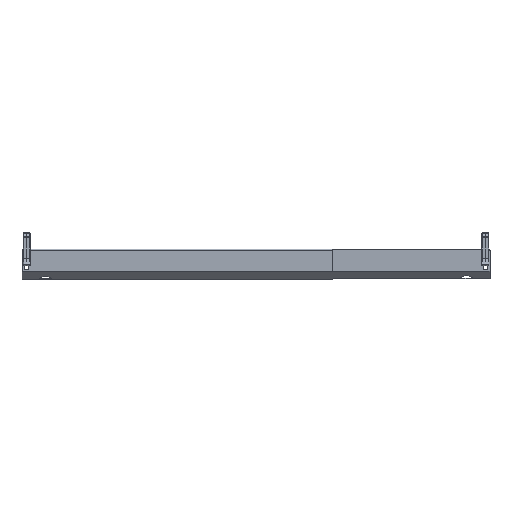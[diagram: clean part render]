
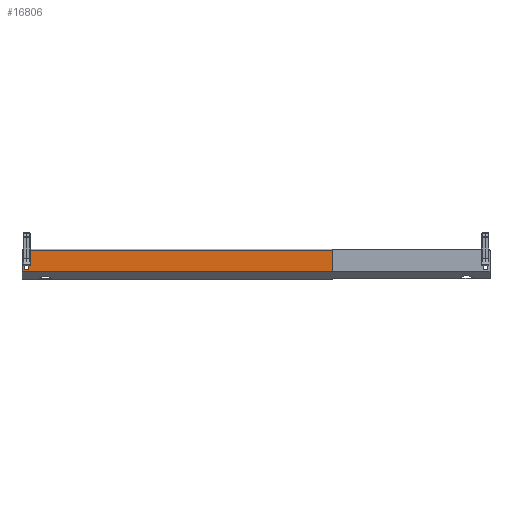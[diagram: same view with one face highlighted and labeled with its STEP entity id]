
A CAD part, top view. The second image highlights one B-rep face of the part: STEP entity #16806.
In plain terms, the highlighted planar face has unit normal (0, 0, 1).
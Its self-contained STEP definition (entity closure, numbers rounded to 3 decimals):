
#276 = EDGE_CURVE ( 'NONE', #13426, #26408, #10736, .T. ) ;
#522 = LINE ( 'NONE', #3026, #14169 ) ;
#616 = ORIENTED_EDGE ( 'NONE', *, *, #4142, .T. ) ;
#906 = ORIENTED_EDGE ( 'NONE', *, *, #5189, .T. ) ;
#1021 = VERTEX_POINT ( 'NONE', #12934 ) ;
#2119 = LINE ( 'NONE', #9468, #12133 ) ;
#2415 = ORIENTED_EDGE ( 'NONE', *, *, #28209, .T. ) ;
#2509 = EDGE_LOOP ( 'NONE', ( #25418, #2415, #616, #17685 ) ) ;
#2570 = CARTESIAN_POINT ( 'NONE',  ( -680., -97.932, 76.5 ) ) ;
#3026 = CARTESIAN_POINT ( 'NONE',  ( 230., -48.932, 76.5 ) ) ;
#3300 = DIRECTION ( 'NONE',  ( 0., -1., 0. ) ) ;
#3790 = ORIENTED_EDGE ( 'NONE', *, *, #24976, .T. ) ;
#3869 = VECTOR ( 'NONE', #28469, 1000. ) ;
#3895 = CARTESIAN_POINT ( 'NONE',  ( -692., -110.932, 76.5 ) ) ;
#3914 = AXIS2_PLACEMENT_3D ( 'NONE', #12295, #9635, #21993 ) ;
#4142 = EDGE_CURVE ( 'NONE', #11352, #30489, #7170, .T. ) ;
#4262 = DIRECTION ( 'NONE',  ( 1., 0., 0. ) ) ;
#4496 = FACE_BOUND ( 'NONE', #2509, .T. ) ;
#5189 = EDGE_CURVE ( 'NONE', #1021, #13987, #28054, .T. ) ;
#5191 = DIRECTION ( 'NONE',  ( -1., 0., 0. ) ) ;
#5945 = ORIENTED_EDGE ( 'NONE', *, *, #14125, .F. ) ;
#6562 = EDGE_LOOP ( 'NONE', ( #5945, #14584, #9081, #10507 ) ) ;
#6731 = DIRECTION ( 'NONE',  ( 0., -1., 0. ) ) ;
#7170 = LINE ( 'NONE', #19840, #11723 ) ;
#7775 = VECTOR ( 'NONE', #27940, 1000. ) ;
#7915 = CARTESIAN_POINT ( 'NONE',  ( -680., -110.932, 76.5 ) ) ;
#8428 = DIRECTION ( 'NONE',  ( 0., 1., 0. ) ) ;
#8673 = DIRECTION ( 'NONE',  ( 0., -1., 0. ) ) ;
#8826 = CARTESIAN_POINT ( 'NONE',  ( -692., -66.432, 76.5 ) ) ;
#8912 = CARTESIAN_POINT ( 'NONE',  ( -692., -110.932, 76.5 ) ) ;
#9081 = ORIENTED_EDGE ( 'NONE', *, *, #276, .F. ) ;
#9468 = CARTESIAN_POINT ( 'NONE',  ( -680., -48.932, 76.5 ) ) ;
#9618 = VECTOR ( 'NONE', #8428, 1000. ) ;
#9635 = DIRECTION ( 'NONE',  ( 0., 0., -1. ) ) ;
#9874 = EDGE_CURVE ( 'NONE', #19865, #10811, #27116, .T. ) ;
#10237 = CARTESIAN_POINT ( 'NONE',  ( -692., -97.932, 76.5 ) ) ;
#10389 = VECTOR ( 'NONE', #5191, 1000. ) ;
#10505 = ORIENTED_EDGE ( 'NONE', *, *, #19423, .F. ) ;
#10507 = ORIENTED_EDGE ( 'NONE', *, *, #30156, .F. ) ;
#10736 = LINE ( 'NONE', #10237, #3869 ) ;
#10811 = VERTEX_POINT ( 'NONE', #13326 ) ;
#11076 = CARTESIAN_POINT ( 'NONE',  ( 230., -115.687, 76.5 ) ) ;
#11352 = VERTEX_POINT ( 'NONE', #13636 ) ;
#11723 = VECTOR ( 'NONE', #32528, 1000. ) ;
#11809 = PLANE ( 'NONE',  #3914 ) ;
#12133 = VECTOR ( 'NONE', #12276, 1000. ) ;
#12276 = DIRECTION ( 'NONE',  ( 0., -1., 0. ) ) ;
#12295 = CARTESIAN_POINT ( 'NONE',  ( 230., -48.932, 76.5 ) ) ;
#12738 = EDGE_CURVE ( 'NONE', #1021, #15930, #522, .T. ) ;
#12934 = CARTESIAN_POINT ( 'NONE',  ( 230., -51.732, 76.5 ) ) ;
#13326 = CARTESIAN_POINT ( 'NONE',  ( -680., -66.432, 76.5 ) ) ;
#13349 = EDGE_CURVE ( 'NONE', #30489, #19865, #15535, .T. ) ;
#13426 = VERTEX_POINT ( 'NONE', #2570 ) ;
#13636 = CARTESIAN_POINT ( 'NONE',  ( -680., -79.432, 76.5 ) ) ;
#13987 = VERTEX_POINT ( 'NONE', #32937 ) ;
#14125 = EDGE_CURVE ( 'NONE', #25478, #27340, #26736, .T. ) ;
#14169 = VECTOR ( 'NONE', #8673, 1000. ) ;
#14584 = ORIENTED_EDGE ( 'NONE', *, *, #23989, .F. ) ;
#15378 = CARTESIAN_POINT ( 'NONE',  ( -692., -48.932, 76.5 ) ) ;
#15535 = LINE ( 'NONE', #15378, #7775 ) ;
#15780 = EDGE_LOOP ( 'NONE', ( #16874, #906, #3790, #10505 ) ) ;
#15810 = CARTESIAN_POINT ( 'NONE',  ( -700., -48.932, 76.5 ) ) ;
#15930 = VERTEX_POINT ( 'NONE', #11076 ) ;
#16081 = LINE ( 'NONE', #20922, #9618 ) ;
#16806 = ADVANCED_FACE ( 'NONE', ( #19987, #4496, #25149 ), #11809, .F. ) ;
#16874 = ORIENTED_EDGE ( 'NONE', *, *, #12738, .F. ) ;
#16908 = VECTOR ( 'NONE', #4262, 1000. ) ;
#17685 = ORIENTED_EDGE ( 'NONE', *, *, #13349, .T. ) ;
#18316 = VECTOR ( 'NONE', #6731, 1000. ) ;
#18991 = LINE ( 'NONE', #15810, #31181 ) ;
#19118 = CARTESIAN_POINT ( 'NONE',  ( 230., -66.432, 76.5 ) ) ;
#19423 = EDGE_CURVE ( 'NONE', #15930, #20543, #29942, .T. ) ;
#19681 = CARTESIAN_POINT ( 'NONE',  ( -692., -79.432, 76.5 ) ) ;
#19722 = LINE ( 'NONE', #3895, #18316 ) ;
#19840 = CARTESIAN_POINT ( 'NONE',  ( 230., -79.432, 76.5 ) ) ;
#19865 = VERTEX_POINT ( 'NONE', #8826 ) ;
#19987 = FACE_BOUND ( 'NONE', #6562, .T. ) ;
#20543 = VERTEX_POINT ( 'NONE', #20817 ) ;
#20817 = CARTESIAN_POINT ( 'NONE',  ( -700., -115.687, 76.5 ) ) ;
#20922 = CARTESIAN_POINT ( 'NONE',  ( -680., -110.932, 76.5 ) ) ;
#21626 = VECTOR ( 'NONE', #26584, 1000. ) ;
#21993 = DIRECTION ( 'NONE',  ( 0., 1., 0. ) ) ;
#23378 = CARTESIAN_POINT ( 'NONE',  ( 230., -115.687, 76.5 ) ) ;
#23989 = EDGE_CURVE ( 'NONE', #26408, #25478, #19722, .T. ) ;
#24942 = DIRECTION ( 'NONE',  ( -1., 0., 0. ) ) ;
#24976 = EDGE_CURVE ( 'NONE', #13987, #20543, #18991, .T. ) ;
#25149 = FACE_OUTER_BOUND ( 'NONE', #15780, .T. ) ;
#25418 = ORIENTED_EDGE ( 'NONE', *, *, #9874, .T. ) ;
#25478 = VERTEX_POINT ( 'NONE', #26947 ) ;
#26408 = VERTEX_POINT ( 'NONE', #29875 ) ;
#26584 = DIRECTION ( 'NONE',  ( 1., 0., 0. ) ) ;
#26736 = LINE ( 'NONE', #8912, #21626 ) ;
#26947 = CARTESIAN_POINT ( 'NONE',  ( -692., -110.932, 76.5 ) ) ;
#27116 = LINE ( 'NONE', #19118, #16908 ) ;
#27340 = VERTEX_POINT ( 'NONE', #7915 ) ;
#27940 = DIRECTION ( 'NONE',  ( 0., 1., 0. ) ) ;
#28054 = LINE ( 'NONE', #30042, #10389 ) ;
#28209 = EDGE_CURVE ( 'NONE', #10811, #11352, #2119, .T. ) ;
#28445 = VECTOR ( 'NONE', #24942, 1000. ) ;
#28469 = DIRECTION ( 'NONE',  ( -1., 0., 0. ) ) ;
#29875 = CARTESIAN_POINT ( 'NONE',  ( -692., -97.932, 76.5 ) ) ;
#29942 = LINE ( 'NONE', #23378, #28445 ) ;
#30042 = CARTESIAN_POINT ( 'NONE',  ( 230., -51.732, 76.5 ) ) ;
#30156 = EDGE_CURVE ( 'NONE', #27340, #13426, #16081, .T. ) ;
#30489 = VERTEX_POINT ( 'NONE', #19681 ) ;
#31181 = VECTOR ( 'NONE', #3300, 1000. ) ;
#32528 = DIRECTION ( 'NONE',  ( -1., 0., 0. ) ) ;
#32937 = CARTESIAN_POINT ( 'NONE',  ( -700., -51.732, 76.5 ) ) ;
